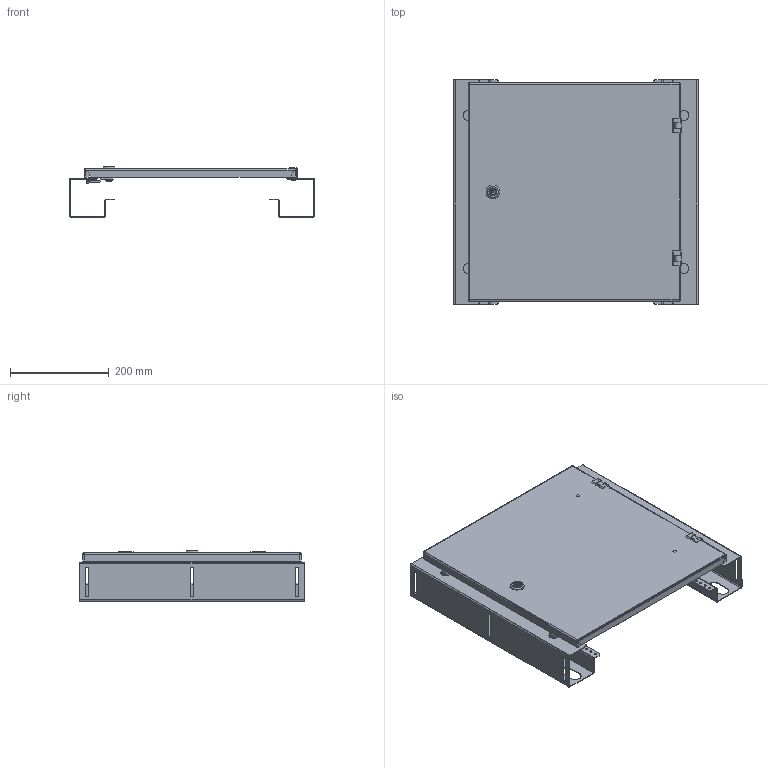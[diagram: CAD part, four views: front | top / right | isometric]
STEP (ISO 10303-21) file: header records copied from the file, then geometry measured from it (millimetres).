
FILE_DESCRIPTION (( 'STEP AP214' ), '1' );
FILE_NAME ('404.505.STEP', '2024-05-08T04:50:00', ( '' ), ( '' ), 'SwSTEP 2.0', 'SolidWorks 2021', '' );
FILE_SCHEMA (( 'AUTOMOTIVE_DESIGN' ));
Length unit declared in the file: millimetre
Products named in the file (12): 8SJ_MS705_0510.stp; 8SJ_MS705-1_0040.stp; 嵑謺麃 檐; 8SJ_MS705_0760.stp; ﾇ瑟鶴 ﾀﾑ ms1000-3M.stp; 8SJ_MS705_0010.stp; 404.505; 8SJ_S1B_0001.stp; SW6X8.stp; Âèíò Ì5; 404.005
Assembly tree (14 placements, depth 3):
  404.505
    404.505
    404.005  x2
    嵑謺麃 檐  x2
    ﾇ瑟鶴 ﾀﾑ ms1000-3M.stp
      8SJ_MS705_0010.stp
      8SJ_MS705_0510.stp
      8SJ_MS705_0760.stp
      8SJ_S1B_0001.stp
      8SJ_MS705-1_0040.stp
      SW6X8.stp
    Âèíò Ì5  x2
Bounding box: 496 x 455 x 102.55 mm (x, y, z)
Volume: 689708.7 mm3; surface area: 919892.4 mm2
Topology: 14 solids, 20 shells, 1314 faces, 3358 edges, 2059 vertices
Faces by surface type: cylinder 462, plane 456, bspline 269, sphere 60, cone 34, torus 33
Entity records: 54743 total; most frequent: CARTESIAN_POINT 30985, ORIENTED_EDGE 5208, DIRECTION 4240, EDGE_CURVE 2610, VERTEX_POINT 1600, AXIS2_PLACEMENT_3D 1583, EDGE_LOOP 1174, VECTOR 1074
